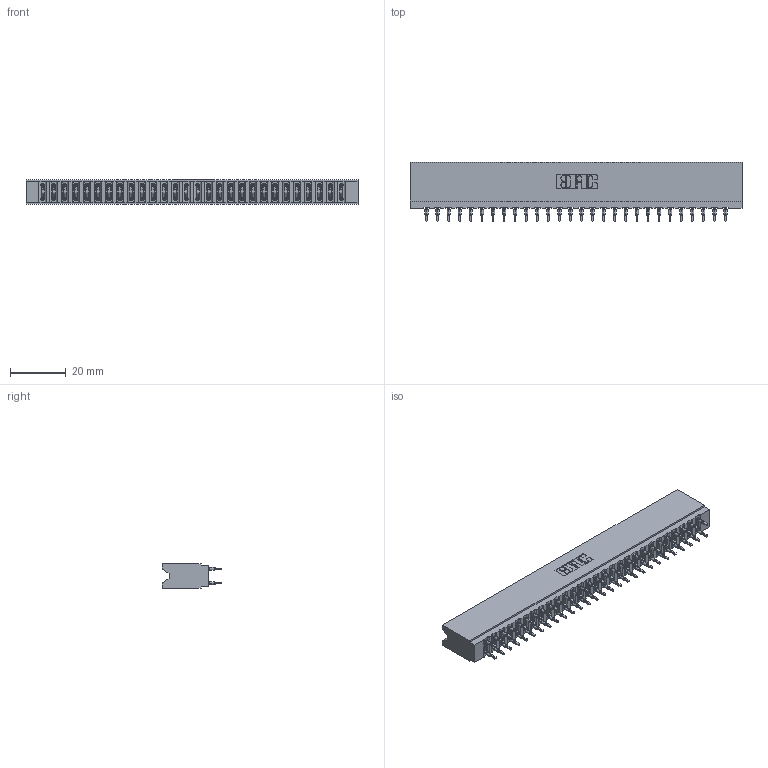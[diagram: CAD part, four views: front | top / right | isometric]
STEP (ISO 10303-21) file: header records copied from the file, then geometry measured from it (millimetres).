
FILE_DESCRIPTION (( 'STEP AP203' ), '1' );
FILE_NAME ('737-056-560-206.STEP', '2026-03-06T00:08:02', ( '' ), ( '' ), 'SwSTEP 2.0', 'SolidWorks 2023', '' );
FILE_SCHEMA (( 'CONFIG_CONTROL_DESIGN' ));
Length unit declared in the file: millimetre
Products named in the file (3): 745-292-001_560; 737-056-560-206; 737 Part_Insulator Option - 06
Assembly tree (57 placements, depth 2):
  737-056-560-206
    737 Part_Insulator Option - 06
    745-292-001_560  x56
Bounding box: 118.82 x 21.22 x 8.89 mm (x, y, z)
Volume: 11958.8 mm3; surface area: 18436.8 mm2
Topology: 57 solids, 57 shells, 5639 faces, 15433 edges, 9802 vertices
Faces by surface type: plane 2939, cylinder 1244, bspline 1120, torus 336
Entity records: 50284 total; most frequent: CARTESIAN_POINT 9238, ORIENTED_EDGE 8646, DIRECTION 7563, EDGE_CURVE 4323, LINE 3965, VECTOR 3965, VERTEX_POINT 2762, AXIS2_PLACEMENT_3D 1799
